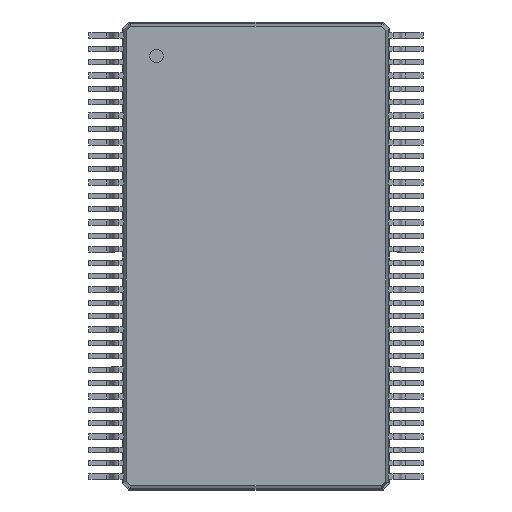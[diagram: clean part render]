
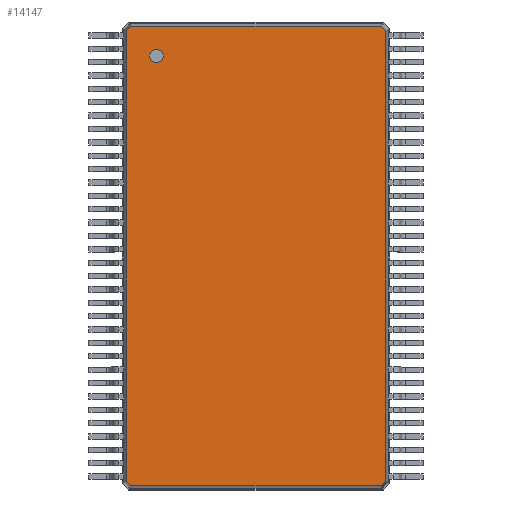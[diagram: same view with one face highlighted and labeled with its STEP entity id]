
A CAD part, top view. The second image highlights one B-rep face of the part: STEP entity #14147.
In plain terms, the highlighted planar face has unit normal (0, 0, 1).
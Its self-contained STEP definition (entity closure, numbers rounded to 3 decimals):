
#27=VECTOR('',#28,1.);
#28=DIRECTION('',(1.,0.,0.));
#51=VECTOR('',#52,1.);
#52=DIRECTION('',(0.707,-0.707,0.));
#58=VECTOR('',#59,1.);
#59=DIRECTION('',(0.,-1.,0.));
#65=VECTOR('',#66,1.);
#66=DIRECTION('',(-0.707,-0.707,0.));
#72=VECTOR('',#73,1.);
#73=DIRECTION('',(-1.,0.,0.));
#79=VECTOR('',#80,1.);
#80=DIRECTION('',(-0.707,0.707,0.));
#86=VECTOR('',#87,1.);
#87=DIRECTION('',(0.,1.,0.));
#91=VECTOR('',#92,1.);
#92=DIRECTION('',(0.707,0.707,0.));
#823=DIRECTION('',(0.,0.,-1.));
#3852=VERTEX_POINT('',#3853);
#3853=CARTESIAN_POINT('',(-3.879,6.739,1.2));
#3856=EDGE_CURVE('',#3857,#3852,#3859,.T.);
#3857=VERTEX_POINT('',#3858);
#3858=CARTESIAN_POINT('',(-3.879,-6.739,1.2));
#3859=LINE('',#3858,#86);
#3870=VERTEX_POINT('',#3871);
#3871=CARTESIAN_POINT('',(-3.739,6.879,1.2));
#3874=EDGE_CURVE('',#3852,#3870,#3875,.T.);
#3875=LINE('',#3853,#91);
#3884=VERTEX_POINT('',#3885);
#3885=CARTESIAN_POINT('',(3.739,6.879,1.2));
#3888=EDGE_CURVE('',#3870,#3884,#3889,.T.);
#3889=LINE('',#3871,#27);
#3898=VERTEX_POINT('',#3899);
#3899=CARTESIAN_POINT('',(3.879,6.739,1.2));
#3902=EDGE_CURVE('',#3884,#3898,#3903,.T.);
#3903=LINE('',#3885,#51);
#4184=VERTEX_POINT('',#4185);
#4185=CARTESIAN_POINT('',(3.879,-6.739,1.2));
#4188=EDGE_CURVE('',#3898,#4184,#4189,.T.);
#4189=LINE('',#3899,#58);
#14147=ADVANCED_FACE('',(#14148,#14168),#14178,.F.);
#14148=FACE_BOUND('',#14149,.F.);
#14149=EDGE_LOOP('',(#14150,#14151,#14152,#14153,#14158,#14163,#14166,#14167));
#14150=ORIENTED_EDGE('',*,*,#3888,.T.);
#14151=ORIENTED_EDGE('',*,*,#3902,.T.);
#14152=ORIENTED_EDGE('',*,*,#4188,.T.);
#14153=ORIENTED_EDGE('',*,*,#14154,.T.);
#14154=EDGE_CURVE('',#4184,#14155,#14157,.T.);
#14155=VERTEX_POINT('',#14156);
#14156=CARTESIAN_POINT('',(3.739,-6.879,1.2));
#14157=LINE('',#4185,#65);
#14158=ORIENTED_EDGE('',*,*,#14159,.T.);
#14159=EDGE_CURVE('',#14155,#14160,#14162,.T.);
#14160=VERTEX_POINT('',#14161);
#14161=CARTESIAN_POINT('',(-3.739,-6.879,1.2));
#14162=LINE('',#14156,#72);
#14163=ORIENTED_EDGE('',*,*,#14164,.T.);
#14164=EDGE_CURVE('',#14160,#3857,#14165,.T.);
#14165=LINE('',#14161,#79);
#14166=ORIENTED_EDGE('',*,*,#3856,.T.);
#14167=ORIENTED_EDGE('',*,*,#3874,.T.);
#14168=FACE_BOUND('',#14169,.F.);
#14169=EDGE_LOOP('',(#14170));
#14170=ORIENTED_EDGE('',*,*,#14171,.F.);
#14171=EDGE_CURVE('',#14172,#14172,#14174,.T.);
#14172=VERTEX_POINT('',#14173);
#14173=CARTESIAN_POINT('',(-2.979,5.779,1.2));
#14174=CIRCLE('',#14175,0.2);
#14175=AXIS2_PLACEMENT_3D('',#14176,#14177,#59);
#14176=CARTESIAN_POINT('',(-2.979,5.979,1.2));
#14177=DIRECTION('',(0.,-0.,-1.));
#14178=PLANE('',#14179);
#14179=AXIS2_PLACEMENT_3D('',#3871,#823,#14180);
#14180=DIRECTION('',(0.478,-0.879,0.));
